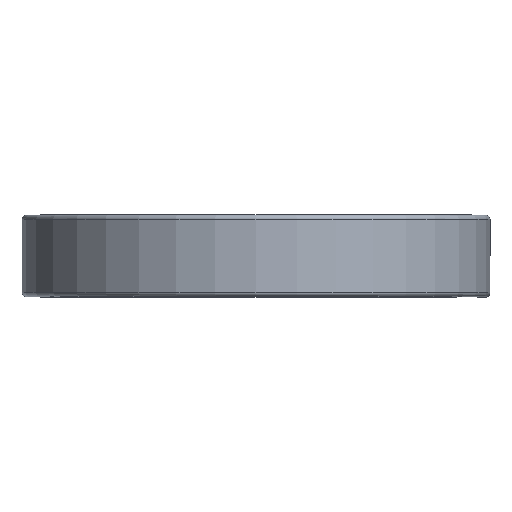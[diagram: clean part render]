
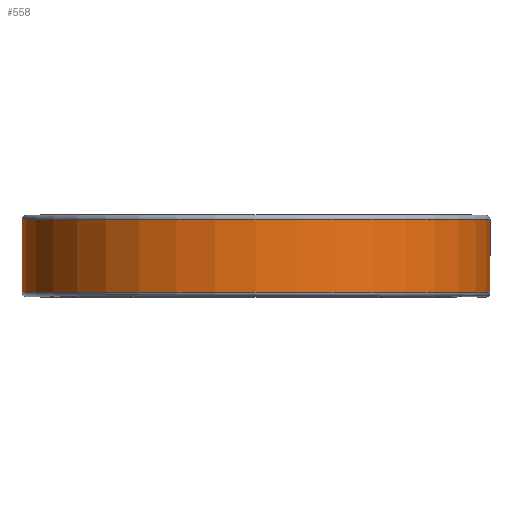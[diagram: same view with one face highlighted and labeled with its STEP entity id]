
A CAD part, top view. The second image highlights one B-rep face of the part: STEP entity #558.
In plain terms, the highlighted cylindrical face has radius 40.907 mm (diameter 81.813 mm), a partial arc.
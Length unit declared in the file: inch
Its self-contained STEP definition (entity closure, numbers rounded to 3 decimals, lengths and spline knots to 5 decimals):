
#6 = EDGE_CURVE ( 'NONE', #1805, #1402, #1177, .T. ) ;
#59 = CIRCLE ( 'NONE', #1083, 1.6105 ) ;
#210 = DIRECTION ( 'NONE',  ( 0., 1., 0. ) ) ;
#221 = DIRECTION ( 'NONE',  ( 0., -1., 0. ) ) ;
#334 = DIRECTION ( 'NONE',  ( 0., -1., 0. ) ) ;
#558 = ADVANCED_FACE ( 'NONE', ( #1062 ), #2265, .T. ) ;
#586 = LINE ( 'NONE', #743, #1916 ) ;
#605 = AXIS2_PLACEMENT_3D ( 'NONE', #897, #334, #906 ) ;
#613 = CARTESIAN_POINT ( 'NONE',  ( 0., -0.25125, -1.6105 ) ) ;
#723 = VERTEX_POINT ( 'NONE', #613 ) ;
#743 = CARTESIAN_POINT ( 'NONE',  ( 0., 0.25125, -1.6105 ) ) ;
#891 = ORIENTED_EDGE ( 'NONE', *, *, #6, .T. ) ;
#897 = CARTESIAN_POINT ( 'NONE',  ( 0., 0.25, 0. ) ) ;
#906 = DIRECTION ( 'NONE',  ( 0., 0., -1. ) ) ;
#941 = CARTESIAN_POINT ( 'NONE',  ( 0., 0.25125, 0. ) ) ;
#969 = CARTESIAN_POINT ( 'NONE',  ( 1.6105, 0.25125, 0. ) ) ;
#987 = CARTESIAN_POINT ( 'NONE',  ( 1.6105, 0.25125, 0. ) ) ;
#1001 = EDGE_CURVE ( 'NONE', #1402, #1915, #59, .T. ) ;
#1062 = FACE_OUTER_BOUND ( 'NONE', #2294, .T. ) ;
#1063 = EDGE_CURVE ( 'NONE', #1805, #723, #1219, .T. ) ;
#1083 = AXIS2_PLACEMENT_3D ( 'NONE', #941, #2301, #1148 ) ;
#1148 = DIRECTION ( 'NONE',  ( 0., 0., -1. ) ) ;
#1177 = LINE ( 'NONE', #969, #1185 ) ;
#1185 = VECTOR ( 'NONE', #210, 39.37008 ) ;
#1219 = CIRCLE ( 'NONE', #2375, 1.6105 ) ;
#1334 = ORIENTED_EDGE ( 'NONE', *, *, #2191, .F. ) ;
#1368 = CARTESIAN_POINT ( 'NONE',  ( 0., -0.25125, 0. ) ) ;
#1402 = VERTEX_POINT ( 'NONE', #987 ) ;
#1559 = DIRECTION ( 'NONE',  ( 0., 0., -1. ) ) ;
#1805 = VERTEX_POINT ( 'NONE', #2176 ) ;
#1882 = CARTESIAN_POINT ( 'NONE',  ( 0., 0.25125, -1.6105 ) ) ;
#1915 = VERTEX_POINT ( 'NONE', #1882 ) ;
#1916 = VECTOR ( 'NONE', #2077, 39.37008 ) ;
#2077 = DIRECTION ( 'NONE',  ( 0., 1., 0. ) ) ;
#2176 = CARTESIAN_POINT ( 'NONE',  ( 1.6105, -0.25125, 0. ) ) ;
#2191 = EDGE_CURVE ( 'NONE', #723, #1915, #586, .T. ) ;
#2265 = CYLINDRICAL_SURFACE ( 'NONE', #605, 1.6105 ) ;
#2294 = EDGE_LOOP ( 'NONE', ( #891, #2458, #1334, #2466 ) ) ;
#2301 = DIRECTION ( 'NONE',  ( 0., -1., 0. ) ) ;
#2375 = AXIS2_PLACEMENT_3D ( 'NONE', #1368, #221, #1559 ) ;
#2458 = ORIENTED_EDGE ( 'NONE', *, *, #1001, .T. ) ;
#2466 = ORIENTED_EDGE ( 'NONE', *, *, #1063, .F. ) ;
